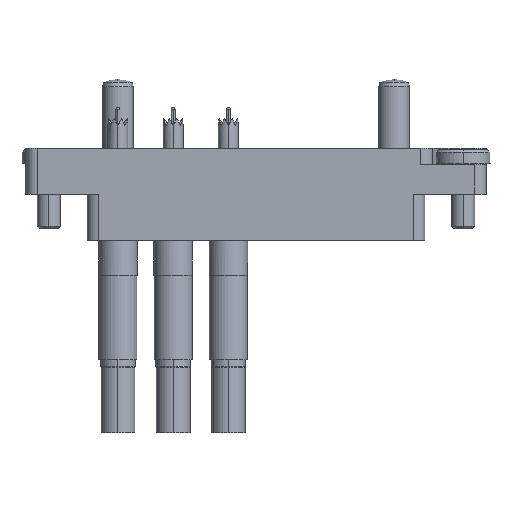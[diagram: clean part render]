
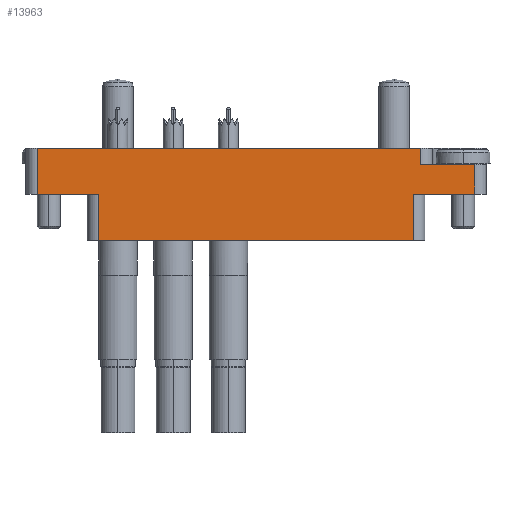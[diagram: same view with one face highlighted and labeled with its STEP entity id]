
A CAD part, left-side view. The second image highlights one B-rep face of the part: STEP entity #13963.
In plain terms, the highlighted face is planar.
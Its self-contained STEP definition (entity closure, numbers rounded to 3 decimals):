
#482 = ORIENTED_EDGE ( 'NONE', *, *, #10727, .F. ) ;
#774 = VECTOR ( 'NONE', #3709, 1000. ) ;
#874 = CARTESIAN_POINT ( 'NONE',  ( 20.5, 0., 14.35 ) ) ;
#1067 = VECTOR ( 'NONE', #14632, 1000. ) ;
#1601 = LINE ( 'NONE', #7944, #18720 ) ;
#2129 = CARTESIAN_POINT ( 'NONE',  ( 30., 0., 14.35 ) ) ;
#2740 = CARTESIAN_POINT ( 'NONE',  ( -20.5, -6., 14.35 ) ) ;
#2880 = LINE ( 'NONE', #9088, #25556 ) ;
#3709 = DIRECTION ( 'NONE',  ( 0., -1., 0. ) ) ;
#4006 = VERTEX_POINT ( 'NONE', #10186 ) ;
#4602 = CARTESIAN_POINT ( 'NONE',  ( 28.5, 3.9, 14.35 ) ) ;
#4804 = CARTESIAN_POINT ( 'NONE',  ( 28.5, 3.9, 14.35 ) ) ;
#4999 = LINE ( 'NONE', #2129, #20248 ) ;
#5941 = VERTEX_POINT ( 'NONE', #22492 ) ;
#6166 = ORIENTED_EDGE ( 'NONE', *, *, #19850, .F. ) ;
#6204 = LINE ( 'NONE', #18273, #25459 ) ;
#6221 = LINE ( 'NONE', #14168, #774 ) ;
#6414 = VERTEX_POINT ( 'NONE', #11151 ) ;
#6478 = VERTEX_POINT ( 'NONE', #4804 ) ;
#6716 = EDGE_CURVE ( 'NONE', #17969, #18742, #4999, .T. ) ;
#7065 = LINE ( 'NONE', #23139, #1067 ) ;
#7153 = VECTOR ( 'NONE', #19342, 1000. ) ;
#7944 = CARTESIAN_POINT ( 'NONE',  ( 30., 3.9, 14.35 ) ) ;
#9088 = CARTESIAN_POINT ( 'NONE',  ( 20.5, 0., 14.35 ) ) ;
#9110 = LINE ( 'NONE', #17210, #10553 ) ;
#9455 = DIRECTION ( 'NONE',  ( -1., 0., 0. ) ) ;
#9853 = CARTESIAN_POINT ( 'NONE',  ( -30., 0., 14.35 ) ) ;
#10186 = CARTESIAN_POINT ( 'NONE',  ( 21.5, 6., 14.35 ) ) ;
#10553 = VECTOR ( 'NONE', #11507, 1000. ) ;
#10727 = EDGE_CURVE ( 'NONE', #11316, #6478, #1601, .T. ) ;
#11115 = LINE ( 'NONE', #15597, #7153 ) ;
#11151 = CARTESIAN_POINT ( 'NONE',  ( 20.5, -6., 14.35 ) ) ;
#11199 = ORIENTED_EDGE ( 'NONE', *, *, #18786, .F. ) ;
#11222 = DIRECTION ( 'NONE',  ( 0., 1., 0. ) ) ;
#11316 = VERTEX_POINT ( 'NONE', #23012 ) ;
#11507 = DIRECTION ( 'NONE',  ( -1., 0., 0. ) ) ;
#11849 = ORIENTED_EDGE ( 'NONE', *, *, #24008, .T. ) ;
#12091 = VECTOR ( 'NONE', #12669, 1000. ) ;
#12571 = LINE ( 'NONE', #16545, #15849 ) ;
#12669 = DIRECTION ( 'NONE',  ( 0., 1., 0. ) ) ;
#13433 = ORIENTED_EDGE ( 'NONE', *, *, #17323, .T. ) ;
#13509 = EDGE_CURVE ( 'NONE', #6414, #24968, #2880, .T. ) ;
#13963 = ADVANCED_FACE ( 'NONE', ( #21801 ), #17803, .F. ) ;
#14042 = DIRECTION ( 'NONE',  ( 1., 0., 0. ) ) ;
#14088 = ORIENTED_EDGE ( 'NONE', *, *, #13509, .T. ) ;
#14168 = CARTESIAN_POINT ( 'NONE',  ( -20.5, 0., 14.35 ) ) ;
#14632 = DIRECTION ( 'NONE',  ( 0., -1., 0. ) ) ;
#15597 = CARTESIAN_POINT ( 'NONE',  ( 21.5, 0., 14.35 ) ) ;
#15849 = VECTOR ( 'NONE', #20689, 1000. ) ;
#16545 = CARTESIAN_POINT ( 'NONE',  ( -22., -6., 14.35 ) ) ;
#17210 = CARTESIAN_POINT ( 'NONE',  ( 30., 0., 14.35 ) ) ;
#17323 = EDGE_CURVE ( 'NONE', #17969, #24930, #6221, .T. ) ;
#17803 = PLANE ( 'NONE',  #24327 ) ;
#17969 = VERTEX_POINT ( 'NONE', #21663 ) ;
#18273 = CARTESIAN_POINT ( 'NONE',  ( -30., 6., 14.35 ) ) ;
#18296 = EDGE_LOOP ( 'NONE', ( #22212, #14088, #11199, #22141, #482, #20161, #6166, #11849, #24092, #13433 ) ) ;
#18683 = EDGE_CURVE ( 'NONE', #11316, #4006, #11115, .T. ) ;
#18720 = VECTOR ( 'NONE', #14042, 1000. ) ;
#18742 = VERTEX_POINT ( 'NONE', #21213 ) ;
#18786 = EDGE_CURVE ( 'NONE', #5941, #24968, #9110, .T. ) ;
#19039 = LINE ( 'NONE', #4602, #12091 ) ;
#19178 = DIRECTION ( 'NONE',  ( -1., 0., 0. ) ) ;
#19342 = DIRECTION ( 'NONE',  ( 0., 1., 0. ) ) ;
#19850 = EDGE_CURVE ( 'NONE', #25613, #4006, #6204, .T. ) ;
#20161 = ORIENTED_EDGE ( 'NONE', *, *, #18683, .T. ) ;
#20248 = VECTOR ( 'NONE', #19178, 1000. ) ;
#20555 = CARTESIAN_POINT ( 'NONE',  ( -28.5, 6., 14.35 ) ) ;
#20689 = DIRECTION ( 'NONE',  ( -1., 0., 0. ) ) ;
#21213 = CARTESIAN_POINT ( 'NONE',  ( -28.5, 0., 14.35 ) ) ;
#21663 = CARTESIAN_POINT ( 'NONE',  ( -20.5, 0., 14.35 ) ) ;
#21801 = FACE_OUTER_BOUND ( 'NONE', #18296, .T. ) ;
#22065 = DIRECTION ( 'NONE',  ( 0., 0., -1. ) ) ;
#22141 = ORIENTED_EDGE ( 'NONE', *, *, #24951, .T. ) ;
#22212 = ORIENTED_EDGE ( 'NONE', *, *, #25596, .F. ) ;
#22274 = DIRECTION ( 'NONE',  ( 1., 0., 0. ) ) ;
#22492 = CARTESIAN_POINT ( 'NONE',  ( 28.5, 0., 14.35 ) ) ;
#23012 = CARTESIAN_POINT ( 'NONE',  ( 21.5, 3.9, 14.35 ) ) ;
#23139 = CARTESIAN_POINT ( 'NONE',  ( -28.5, 0., 14.35 ) ) ;
#24008 = EDGE_CURVE ( 'NONE', #25613, #18742, #7065, .T. ) ;
#24092 = ORIENTED_EDGE ( 'NONE', *, *, #6716, .F. ) ;
#24327 = AXIS2_PLACEMENT_3D ( 'NONE', #9853, #22065, #9455 ) ;
#24930 = VERTEX_POINT ( 'NONE', #2740 ) ;
#24951 = EDGE_CURVE ( 'NONE', #5941, #6478, #19039, .T. ) ;
#24968 = VERTEX_POINT ( 'NONE', #874 ) ;
#25459 = VECTOR ( 'NONE', #22274, 1000. ) ;
#25556 = VECTOR ( 'NONE', #11222, 1000. ) ;
#25596 = EDGE_CURVE ( 'NONE', #6414, #24930, #12571, .T. ) ;
#25613 = VERTEX_POINT ( 'NONE', #20555 ) ;
